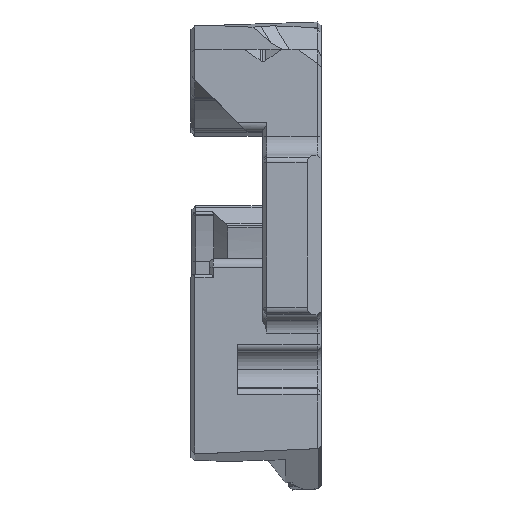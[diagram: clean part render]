
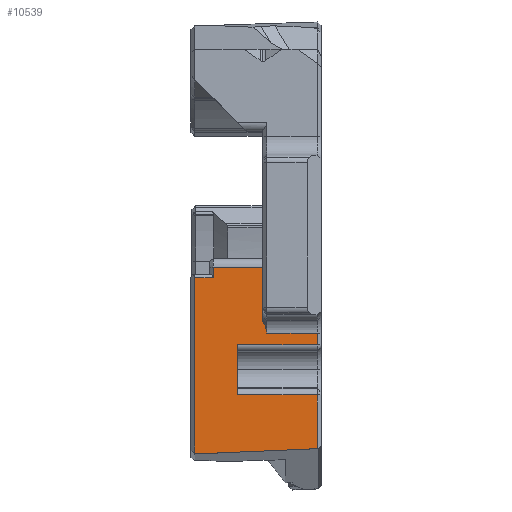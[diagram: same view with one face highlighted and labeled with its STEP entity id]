
A CAD part, top view. The second image highlights one B-rep face of the part: STEP entity #10539.
In plain terms, the highlighted planar face has unit normal (0, 0, 1).
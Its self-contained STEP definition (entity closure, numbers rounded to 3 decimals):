
#507 = VECTOR ( 'NONE', #9298, 1000. ) ;
#670 = FACE_OUTER_BOUND ( 'NONE', #19783, .T. ) ;
#973 = DIRECTION ( 'NONE',  ( 0., -1., 0. ) ) ;
#1010 = VECTOR ( 'NONE', #17665, 1000. ) ;
#1365 = VECTOR ( 'NONE', #14093, 1000. ) ;
#1495 = VERTEX_POINT ( 'NONE', #7633 ) ;
#1652 = VECTOR ( 'NONE', #11058, 1000. ) ;
#1923 = CARTESIAN_POINT ( 'NONE',  ( 3.35, -7.237, -35.56 ) ) ;
#1998 = CARTESIAN_POINT ( 'NONE',  ( 6.08, -9.233, -35.56 ) ) ;
#2530 = CARTESIAN_POINT ( 'NONE',  ( 6.8, 0., -35.56 ) ) ;
#2688 = ORIENTED_EDGE ( 'NONE', *, *, #12751, .T. ) ;
#2789 = ORIENTED_EDGE ( 'NONE', *, *, #4850, .F. ) ;
#2878 = EDGE_CURVE ( 'NONE', #15914, #18179, #16136, .T. ) ;
#2890 = VERTEX_POINT ( 'NONE', #14406 ) ;
#2930 = VERTEX_POINT ( 'NONE', #18181 ) ;
#3058 = CARTESIAN_POINT ( 'NONE',  ( 0.76, 24.447, -35.56 ) ) ;
#3337 = CARTESIAN_POINT ( 'NONE',  ( 3.35, -11.789, -35.56 ) ) ;
#3536 = CARTESIAN_POINT ( 'NONE',  ( 6.48, -9.957, -35.56 ) ) ;
#3740 = ORIENTED_EDGE ( 'NONE', *, *, #16245, .F. ) ;
#4850 = EDGE_CURVE ( 'NONE', #2930, #13418, #14728, .T. ) ;
#4954 = VERTEX_POINT ( 'NONE', #13399 ) ;
#5082 = CARTESIAN_POINT ( 'NONE',  ( 3.35, -17.159, -35.56 ) ) ;
#5131 = ORIENTED_EDGE ( 'NONE', *, *, #9099, .F. ) ;
#5353 = ORIENTED_EDGE ( 'NONE', *, *, #13750, .F. ) ;
#5543 = CARTESIAN_POINT ( 'NONE',  ( 11.92, -10.56, -35.56 ) ) ;
#5822 = CARTESIAN_POINT ( 'NONE',  ( 6.08, -3.482, -35.56 ) ) ;
#5853 = VERTEX_POINT ( 'NONE', #10048 ) ;
#6061 = ORIENTED_EDGE ( 'NONE', *, *, #15645, .F. ) ;
#6399 = CARTESIAN_POINT ( 'NONE',  ( 6.08, 0., -35.56 ) ) ;
#6520 = LINE ( 'NONE', #14497, #16489 ) ;
#6663 = VECTOR ( 'NONE', #11831, 1000. ) ;
#7019 = CARTESIAN_POINT ( 'NONE',  ( 8.046, -23.093, -35.56 ) ) ;
#7430 = AXIS2_PLACEMENT_3D ( 'NONE', #2530, #15010, #973 ) ;
#7554 = LINE ( 'NONE', #13996, #1365 ) ;
#7633 = CARTESIAN_POINT ( 'NONE',  ( 0.76, -3.482, -35.56 ) ) ;
#7648 = VECTOR ( 'NONE', #20194, 1000. ) ;
#7687 = VERTEX_POINT ( 'NONE', #5822 ) ;
#7712 = LINE ( 'NONE', #13645, #7648 ) ;
#7903 = CARTESIAN_POINT ( 'NONE',  ( 11.92, -11.789, -35.56 ) ) ;
#8171 = DIRECTION ( 'NONE',  ( 0., -1., 0. ) ) ;
#8247 = CARTESIAN_POINT ( 'NONE',  ( 6.48, -10.56, -35.56 ) ) ;
#8487 = DIRECTION ( 'NONE',  ( 1., 0., 0. ) ) ;
#8584 = CARTESIAN_POINT ( 'NONE',  ( -1.25, 0., -35.56 ) ) ;
#8792 = CARTESIAN_POINT ( 'NONE',  ( 6.8, -4.603, -35.56 ) ) ;
#8898 = DIRECTION ( 'NONE',  ( 0., 1., 0. ) ) ;
#9099 = EDGE_CURVE ( 'NONE', #17942, #4954, #19864, .T. ) ;
#9298 = DIRECTION ( 'NONE',  ( 1., 0., 0. ) ) ;
#9679 = VERTEX_POINT ( 'NONE', #5543 ) ;
#9775 = LINE ( 'NONE', #6399, #19789 ) ;
#9798 = VERTEX_POINT ( 'NONE', #7903 ) ;
#9826 = VECTOR ( 'NONE', #8171, 1000. ) ;
#9870 = VECTOR ( 'NONE', #14118, 1000. ) ;
#10048 = CARTESIAN_POINT ( 'NONE',  ( 11.92, -22.924, -35.56 ) ) ;
#10072 = EDGE_CURVE ( 'NONE', #16427, #2930, #19951, .T. ) ;
#10327 = VECTOR ( 'NONE', #8898, 1000. ) ;
#10539 = ADVANCED_FACE ( 'NONE', ( #670 ), #16552, .T. ) ;
#11058 = DIRECTION ( 'NONE',  ( 0., -1., 0. ) ) ;
#11113 = DIRECTION ( 'NONE',  ( 0., -1., 0. ) ) ;
#11392 = EDGE_CURVE ( 'NONE', #18179, #2890, #15750, .T. ) ;
#11565 = ORIENTED_EDGE ( 'NONE', *, *, #2878, .F. ) ;
#11831 = DIRECTION ( 'NONE',  ( 0.999, 0.044, 0. ) ) ;
#11852 = CARTESIAN_POINT ( 'NONE',  ( 3.35, -11.789, -35.56 ) ) ;
#12566 = VECTOR ( 'NONE', #8487, 1000. ) ;
#12751 = EDGE_CURVE ( 'NONE', #16427, #5853, #18058, .T. ) ;
#13399 = CARTESIAN_POINT ( 'NONE',  ( 6.48, -10.56, -35.56 ) ) ;
#13418 = VERTEX_POINT ( 'NONE', #14254 ) ;
#13645 = CARTESIAN_POINT ( 'NONE',  ( 9.56, -10.56, -35.56 ) ) ;
#13750 = EDGE_CURVE ( 'NONE', #1495, #7687, #6520, .T. ) ;
#13758 = CARTESIAN_POINT ( 'NONE',  ( -1.25, -23.499, -35.56 ) ) ;
#13805 = CARTESIAN_POINT ( 'NONE',  ( 11.92, 0., -35.56 ) ) ;
#13996 = CARTESIAN_POINT ( 'NONE',  ( 11.92, 0., -35.56 ) ) ;
#14013 = EDGE_CURVE ( 'NONE', #7687, #17942, #9775, .T. ) ;
#14093 = DIRECTION ( 'NONE',  ( 0., -1., 0. ) ) ;
#14118 = DIRECTION ( 'NONE',  ( 0., 1., 0. ) ) ;
#14189 = LINE ( 'NONE', #3337, #1010 ) ;
#14221 = LINE ( 'NONE', #3058, #9870 ) ;
#14254 = CARTESIAN_POINT ( 'NONE',  ( 0.76, -4.603, -35.56 ) ) ;
#14406 = CARTESIAN_POINT ( 'NONE',  ( 11.92, -17.159, -35.56 ) ) ;
#14497 = CARTESIAN_POINT ( 'NONE',  ( 8.8, -3.482, -35.56 ) ) ;
#14728 = LINE ( 'NONE', #8792, #12566 ) ;
#15010 = DIRECTION ( 'NONE',  ( 0., 0., 1. ) ) ;
#15040 = ORIENTED_EDGE ( 'NONE', *, *, #10072, .F. ) ;
#15573 = ORIENTED_EDGE ( 'NONE', *, *, #17726, .F. ) ;
#15645 = EDGE_CURVE ( 'NONE', #9679, #9798, #17190, .T. ) ;
#15750 = LINE ( 'NONE', #18521, #507 ) ;
#15883 = ORIENTED_EDGE ( 'NONE', *, *, #16993, .F. ) ;
#15914 = VERTEX_POINT ( 'NONE', #11852 ) ;
#16079 = CARTESIAN_POINT ( 'NONE',  ( 6.08, -9.233, -35.56 ) ) ;
#16136 = LINE ( 'NONE', #1923, #9826 ) ;
#16245 = EDGE_CURVE ( 'NONE', #9798, #15914, #14189, .T. ) ;
#16427 = VERTEX_POINT ( 'NONE', #13758 ) ;
#16489 = VECTOR ( 'NONE', #19016, 1000. ) ;
#16552 = PLANE ( 'NONE',  #7430 ) ;
#16725 = EDGE_CURVE ( 'NONE', #13418, #1495, #14221, .T. ) ;
#16993 = EDGE_CURVE ( 'NONE', #2890, #5853, #7554, .T. ) ;
#17060 = ORIENTED_EDGE ( 'NONE', *, *, #14013, .F. ) ;
#17190 = LINE ( 'NONE', #13805, #1652 ) ;
#17324 = ORIENTED_EDGE ( 'NONE', *, *, #11392, .F. ) ;
#17665 = DIRECTION ( 'NONE',  ( -1., 0., 0. ) ) ;
#17726 = EDGE_CURVE ( 'NONE', #4954, #9679, #7712, .T. ) ;
#17942 = VERTEX_POINT ( 'NONE', #16079 ) ;
#18056 = ORIENTED_EDGE ( 'NONE', *, *, #16725, .F. ) ;
#18058 = LINE ( 'NONE', #7019, #6663 ) ;
#18179 = VERTEX_POINT ( 'NONE', #5082 ) ;
#18181 = CARTESIAN_POINT ( 'NONE',  ( -1.25, -4.603, -35.56 ) ) ;
#18521 = CARTESIAN_POINT ( 'NONE',  ( 3.35, -17.159, -35.56 ) ) ;
#19016 = DIRECTION ( 'NONE',  ( 1., 0., 0. ) ) ;
#19783 = EDGE_LOOP ( 'NONE', ( #17324, #11565, #3740, #6061, #15573, #5131, #17060, #5353, #18056, #2789, #15040, #2688, #15883 ) ) ;
#19789 = VECTOR ( 'NONE', #11113, 1000. ) ;
#19864 =( BOUNDED_CURVE ( )  B_SPLINE_CURVE ( 2, ( #1998, #3536, #8247 ),
 .UNSPECIFIED., .F., .F. ) 
 B_SPLINE_CURVE_WITH_KNOTS ( ( 3, 3 ),
 ( -0.279, -0.14 ),
 .UNSPECIFIED. ) 
 CURVE ( )  GEOMETRIC_REPRESENTATION_ITEM ( )  RATIONAL_B_SPLINE_CURVE ( ( 1., 1.049, 1. ) ) 
 REPRESENTATION_ITEM ( '' )  );
#19951 = LINE ( 'NONE', #8584, #10327 ) ;
#20194 = DIRECTION ( 'NONE',  ( 1., 0., 0. ) ) ;
